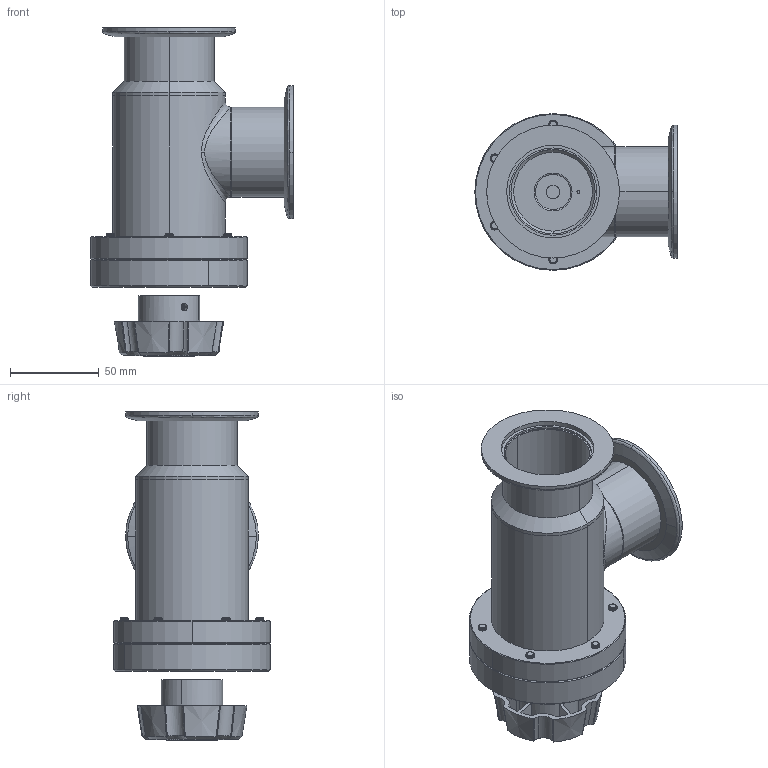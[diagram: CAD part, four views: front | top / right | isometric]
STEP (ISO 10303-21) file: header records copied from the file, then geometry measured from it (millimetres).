
FILE_DESCRIPTION (( 'STEP AP203' ), '1' );
FILE_NAME ('ESV-S05100.STEP', '2023-06-20T16:55:22', ( '' ), ( '' ), 'SwSTEP 2.0', 'SolidWorks 2020', '' );
FILE_SCHEMA (( 'CONFIG_CONTROL_DESIGN' ));
Length unit declared in the file: inch
Products named in the file (1): ESV-S05100
Bounding box: 114.13 x 88.27 x 185.01 mm (x, y, z)
Volume: 241800.1 mm3; surface area: 131735.6 mm2
Topology: 19 solids, 19 shells, 1401 faces, 3833 edges, 2495 vertices
Faces by surface type: cylinder 980, cone 178, plane 147, bspline 90, torus 6
Entity records: 88953 total; most frequent: CARTESIAN_POINT 59250, ORIENTED_EDGE 7650, DIRECTION 4800, EDGE_CURVE 3825, VERTEX_POINT 2495, AXIS2_PLACEMENT_3D 1803, EDGE_LOOP 1486, ADVANCED_FACE 1401
